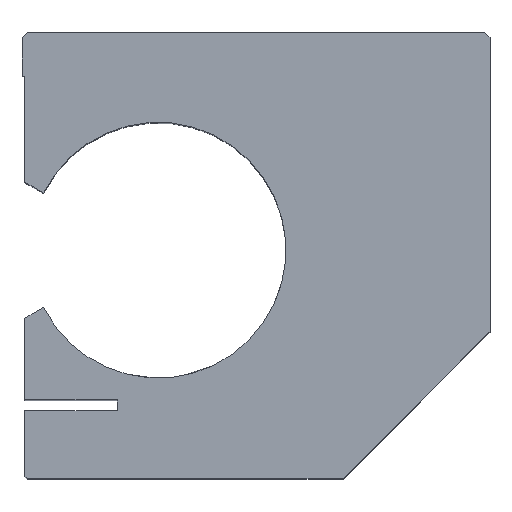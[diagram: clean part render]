
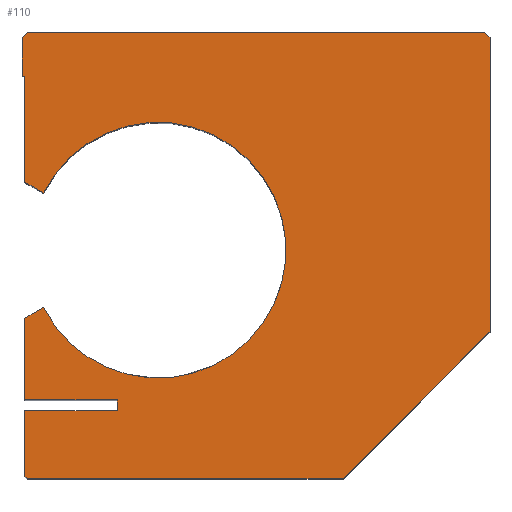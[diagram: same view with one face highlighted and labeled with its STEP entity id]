
A CAD part, top view. The second image highlights one B-rep face of the part: STEP entity #110.
In plain terms, the highlighted planar face has unit normal (0, 0, 1).
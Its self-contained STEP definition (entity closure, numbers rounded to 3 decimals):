
#110 = ADVANCED_FACE( '', ( #242 ), #243, .T. );
#242 = FACE_OUTER_BOUND( '', #389, .T. );
#243 = PLANE( '', #390 );
#389 = EDGE_LOOP( '', ( #633, #634, #635, #636, #637, #638, #639, #640, #641, #642, #643, #644, #645, #646, #647, #648, #649, #650 ) );
#390 = AXIS2_PLACEMENT_3D( '', #651, #652, #653 );
#633 = ORIENTED_EDGE( '', *, *, #797, .T. );
#634 = ORIENTED_EDGE( '', *, *, #819, .T. );
#635 = ORIENTED_EDGE( '', *, *, #823, .T. );
#636 = ORIENTED_EDGE( '', *, *, #848, .T. );
#637 = ORIENTED_EDGE( '', *, *, #784, .T. );
#638 = ORIENTED_EDGE( '', *, *, #849, .F. );
#639 = ORIENTED_EDGE( '', *, *, #802, .T. );
#640 = ORIENTED_EDGE( '', *, *, #850, .T. );
#641 = ORIENTED_EDGE( '', *, *, #779, .T. );
#642 = ORIENTED_EDGE( '', *, *, #830, .T. );
#643 = ORIENTED_EDGE( '', *, *, #759, .T. );
#644 = ORIENTED_EDGE( '', *, *, #851, .T. );
#645 = ORIENTED_EDGE( '', *, *, #852, .T. );
#646 = ORIENTED_EDGE( '', *, *, #853, .T. );
#647 = ORIENTED_EDGE( '', *, *, #792, .T. );
#648 = ORIENTED_EDGE( '', *, *, #854, .T. );
#649 = ORIENTED_EDGE( '', *, *, #765, .T. );
#650 = ORIENTED_EDGE( '', *, *, #815, .T. );
#651 = CARTESIAN_POINT( '', ( -18., 42., 79. ) );
#652 = DIRECTION( '', ( 0., 0., 1. ) );
#653 = DIRECTION( '', ( 1., 0., 0. ) );
#759 = EDGE_CURVE( '', #881, #879, #882, .T. );
#765 = EDGE_CURVE( '', #892, #890, #893, .T. );
#779 = EDGE_CURVE( '', #916, #914, #917, .T. );
#784 = EDGE_CURVE( '', #925, #923, #926, .T. );
#792 = EDGE_CURVE( '', #939, #937, #940, .T. );
#797 = EDGE_CURVE( '', #948, #946, #949, .T. );
#802 = EDGE_CURVE( '', #957, #955, #958, .T. );
#815 = EDGE_CURVE( '', #890, #948, #977, .T. );
#819 = EDGE_CURVE( '', #946, #981, #983, .T. );
#823 = EDGE_CURVE( '', #981, #987, #989, .T. );
#830 = EDGE_CURVE( '', #914, #881, #998, .T. );
#848 = EDGE_CURVE( '', #987, #925, #1022, .T. );
#849 = EDGE_CURVE( '', #957, #923, #1023, .T. );
#850 = EDGE_CURVE( '', #955, #916, #1024, .T. );
#851 = EDGE_CURVE( '', #879, #1025, #1026, .T. );
#852 = EDGE_CURVE( '', #1025, #1027, #1028, .T. );
#853 = EDGE_CURVE( '', #1027, #939, #1029, .T. );
#854 = EDGE_CURVE( '', #937, #892, #1030, .T. );
#879 = VERTEX_POINT( '', #1060 );
#881 = VERTEX_POINT( '', #1063 );
#882 = LINE( '', #1064, #1065 );
#890 = VERTEX_POINT( '', #1075 );
#892 = VERTEX_POINT( '', #1078 );
#893 = LINE( '', #1079, #1080 );
#914 = VERTEX_POINT( '', #1103 );
#916 = VERTEX_POINT( '', #1106 );
#917 = LINE( '', #1107, #1108 );
#923 = VERTEX_POINT( '', #1116 );
#925 = VERTEX_POINT( '', #1119 );
#926 = LINE( '', #1120, #1121 );
#937 = VERTEX_POINT( '', #1136 );
#939 = VERTEX_POINT( '', #1139 );
#940 = LINE( '', #1140, #1141 );
#946 = VERTEX_POINT( '', #1149 );
#948 = VERTEX_POINT( '', #1152 );
#949 = LINE( '', #1153, #1154 );
#955 = VERTEX_POINT( '', #1162 );
#957 = VERTEX_POINT( '', #1165 );
#958 = LINE( '', #1166, #1167 );
#977 = LINE( '', #1188, #1189 );
#981 = VERTEX_POINT( '', #1194 );
#983 = LINE( '', #1197, #1198 );
#987 = VERTEX_POINT( '', #1203 );
#989 = LINE( '', #1206, #1207 );
#998 = LINE( '', #1217, #1218 );
#1022 = LINE( '', #1346, #1347 );
#1023 = CIRCLE( '', #1348, 23.5 );
#1024 = LINE( '', #1349, #1350 );
#1025 = VERTEX_POINT( '', #1351 );
#1026 = LINE( '', #1352, #1353 );
#1027 = VERTEX_POINT( '', #1354 );
#1028 = LINE( '', #1355, #1356 );
#1029 = LINE( '', #1357, #1358 );
#1030 = LINE( '', #1359, #1360 );
#1060 = CARTESIAN_POINT( '', ( -42.5, 12.5, 79. ) );
#1063 = CARTESIAN_POINT( '', ( -25.5, 12.5, 79. ) );
#1064 = CARTESIAN_POINT( '', ( -25.5, 12.5, 79. ) );
#1065 = VECTOR( '', #1389, 1000. );
#1075 = CARTESIAN_POINT( '', ( 42., 82., 79. ) );
#1078 = CARTESIAN_POINT( '', ( 43., 81., 79. ) );
#1079 = CARTESIAN_POINT( '', ( 43., 81., 79. ) );
#1080 = VECTOR( '', #1396, 1000. );
#1103 = CARTESIAN_POINT( '', ( -25.5, 14.5, 79. ) );
#1106 = CARTESIAN_POINT( '', ( -42.5, 14.5, 79. ) );
#1107 = CARTESIAN_POINT( '', ( -42.5, 14.5, 79. ) );
#1108 = VECTOR( '', #1418, 1000. );
#1116 = CARTESIAN_POINT( '', ( -39.024, 52.5, 79. ) );
#1119 = CARTESIAN_POINT( '', ( -42.5, 54.507, 79. ) );
#1120 = CARTESIAN_POINT( '', ( -42.5, 54.507, 79. ) );
#1121 = VECTOR( '', #1422, 1000. );
#1136 = CARTESIAN_POINT( '', ( 43., 27., 79. ) );
#1139 = CARTESIAN_POINT( '', ( 16., 0., 79. ) );
#1140 = CARTESIAN_POINT( '', ( 16., 0., 79. ) );
#1141 = VECTOR( '', #1431, 1000. );
#1149 = CARTESIAN_POINT( '', ( -43., 81., 79. ) );
#1152 = CARTESIAN_POINT( '', ( -42., 82., 79. ) );
#1153 = CARTESIAN_POINT( '', ( -42., 82., 79. ) );
#1154 = VECTOR( '', #1435, 1000. );
#1162 = CARTESIAN_POINT( '', ( -42.5, 29.493, 79. ) );
#1165 = CARTESIAN_POINT( '', ( -39.024, 31.5, 79. ) );
#1166 = CARTESIAN_POINT( '', ( -39.024, 31.5, 79. ) );
#1167 = VECTOR( '', #1439, 1000. );
#1188 = CARTESIAN_POINT( '', ( 42., 82., 79. ) );
#1189 = VECTOR( '', #1460, 1000. );
#1194 = CARTESIAN_POINT( '', ( -43., 74., 79. ) );
#1197 = CARTESIAN_POINT( '', ( -43., 81., 79. ) );
#1198 = VECTOR( '', #1463, 1000. );
#1203 = CARTESIAN_POINT( '', ( -42.5, 74., 79. ) );
#1206 = CARTESIAN_POINT( '', ( -43., 74., 79. ) );
#1207 = VECTOR( '', #1466, 1000. );
#1217 = CARTESIAN_POINT( '', ( -25.5, 14.5, 79. ) );
#1218 = VECTOR( '', #1474, 1000. );
#1346 = CARTESIAN_POINT( '', ( -42.5, 74., 79. ) );
#1347 = VECTOR( '', #1490, 1000. );
#1348 = AXIS2_PLACEMENT_3D( '', #1491, #1492, #1493 );
#1349 = CARTESIAN_POINT( '', ( -42.5, 29.493, 79. ) );
#1350 = VECTOR( '', #1494, 1000. );
#1351 = CARTESIAN_POINT( '', ( -42.5, 0.5, 79. ) );
#1352 = CARTESIAN_POINT( '', ( -42.5, 12.5, 79. ) );
#1353 = VECTOR( '', #1495, 1000. );
#1354 = CARTESIAN_POINT( '', ( -42., 0., 79. ) );
#1355 = CARTESIAN_POINT( '', ( -42.5, 0.5, 79. ) );
#1356 = VECTOR( '', #1496, 1000. );
#1357 = CARTESIAN_POINT( '', ( -42., 0., 79. ) );
#1358 = VECTOR( '', #1497, 1000. );
#1359 = CARTESIAN_POINT( '', ( 43., 27., 79. ) );
#1360 = VECTOR( '', #1498, 1000. );
#1389 = DIRECTION( '', ( -1., 0., 0. ) );
#1396 = DIRECTION( '', ( -0.707, 0.707, 0. ) );
#1418 = DIRECTION( '', ( 1., 0., 0. ) );
#1422 = DIRECTION( '', ( 0.866, -0.5, 0. ) );
#1431 = DIRECTION( '', ( 0.707, 0.707, 0. ) );
#1435 = DIRECTION( '', ( -0.707, -0.707, 0. ) );
#1439 = DIRECTION( '', ( -0.866, -0.5, 0. ) );
#1460 = DIRECTION( '', ( -1., 0., 0. ) );
#1463 = DIRECTION( '', ( 0., -1., 0. ) );
#1466 = DIRECTION( '', ( 1., 0., 0. ) );
#1474 = DIRECTION( '', ( 0., -1., 0. ) );
#1490 = DIRECTION( '', ( 0., -1., 0. ) );
#1491 = CARTESIAN_POINT( '', ( -18., 42., 79. ) );
#1492 = DIRECTION( '', ( 0., 0., 1. ) );
#1493 = DIRECTION( '', ( 1., 0., 0. ) );
#1494 = DIRECTION( '', ( 0., -1., 0. ) );
#1495 = DIRECTION( '', ( 0., -1., 0. ) );
#1496 = DIRECTION( '', ( 0.707, -0.707, 0. ) );
#1497 = DIRECTION( '', ( 1., 0., 0. ) );
#1498 = DIRECTION( '', ( 0., 1., 0. ) );
